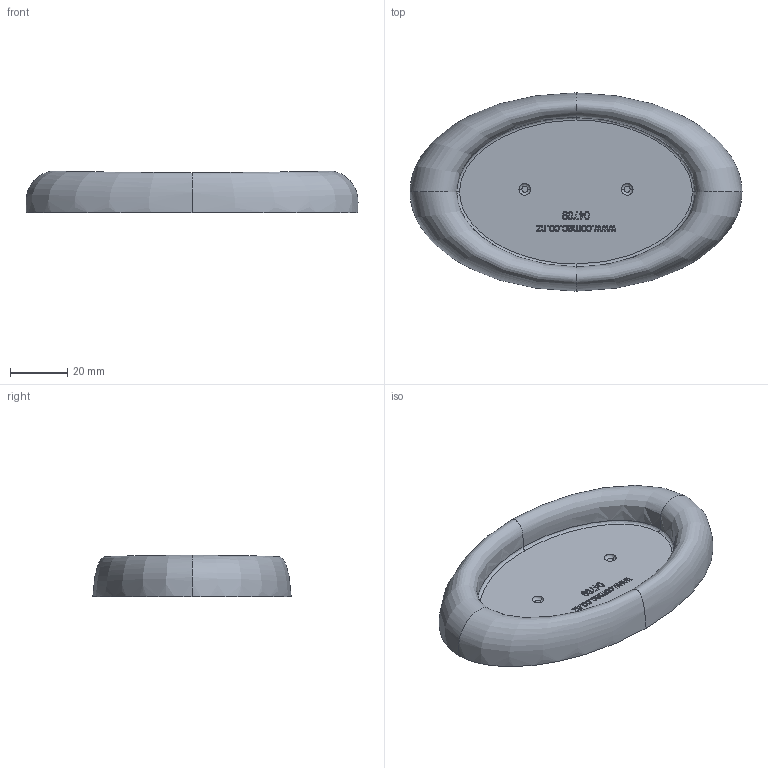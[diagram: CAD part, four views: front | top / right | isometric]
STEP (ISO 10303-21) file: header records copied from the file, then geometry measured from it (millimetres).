
FILE_DESCRIPTION (( 'STEP AP214' ), '1' );
FILE_NAME ('04709-Rope Ring Protector For Surface Mount Black 116mm.STEP', '2018-11-12T02:55:12', ( '' ), ( '' ), 'SwSTEP 2.0', 'SolidWorks 2018', '' );
FILE_SCHEMA (( 'AUTOMOTIVE_DESIGN' ));
Length unit declared in the file: millimetre
Products named in the file (1): 04709-Rope Ring Protector For Surface Mount Black 116mm
Bounding box: 115.52 x 69 x 14.5 mm (x, y, z)
Volume: 42300.3 mm3; surface area: 17494.5 mm2
Topology: 1 solids, 1 shells, 273 faces, 719 edges, 478 vertices
Faces by surface type: plane 160, bspline 109, torus 4
Entity records: 16793 total; most frequent: CARTESIAN_POINT 10756, ORIENTED_EDGE 1438, DIRECTION 837, EDGE_CURVE 719, LINE 483, VECTOR 483, VERTEX_POINT 478, EDGE_LOOP 303
